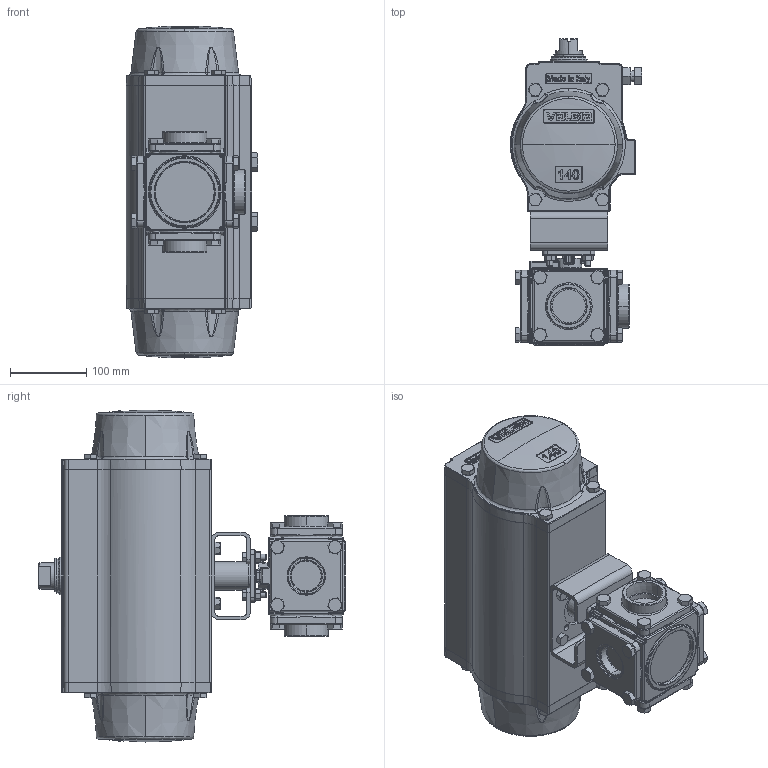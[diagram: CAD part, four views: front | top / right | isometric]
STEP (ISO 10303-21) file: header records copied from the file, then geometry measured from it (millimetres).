
FILE_DESCRIPTION (( 'STEP AP203' ), '1' );
FILE_NAME ('3W21F-150-PT_UT-4.5.STEP', '2018-01-25T14:03:38', ( '' ), ( '' ), 'SwSTEP 2.0', 'SolidWorks 2014', '' );
FILE_SCHEMA (( 'CONFIG_CONTROL_DESIGN' ));
Length unit declared in the file: inch
Products named in the file (1): 3W21F-150-PT_UT-4.5
Bounding box: 172.05 x 402 x 435.1 mm (x, y, z)
Volume: 11528477.2 mm3; surface area: 526271.5 mm2
Topology: 16 solids, 16 shells, 2686 faces, 6641 edges, 4011 vertices
Faces by surface type: plane 975, cylinder 580, bspline 477, cone 455, torus 107, sphere 92
Entity records: 107505 total; most frequent: CARTESIAN_POINT 47336, ORIENTED_EDGE 13074, DIRECTION 11840, EDGE_CURVE 6537, AXIS2_PLACEMENT_3D 4598, VERTEX_POINT 4011, EDGE_LOOP 2912, ADVANCED_FACE 2686
